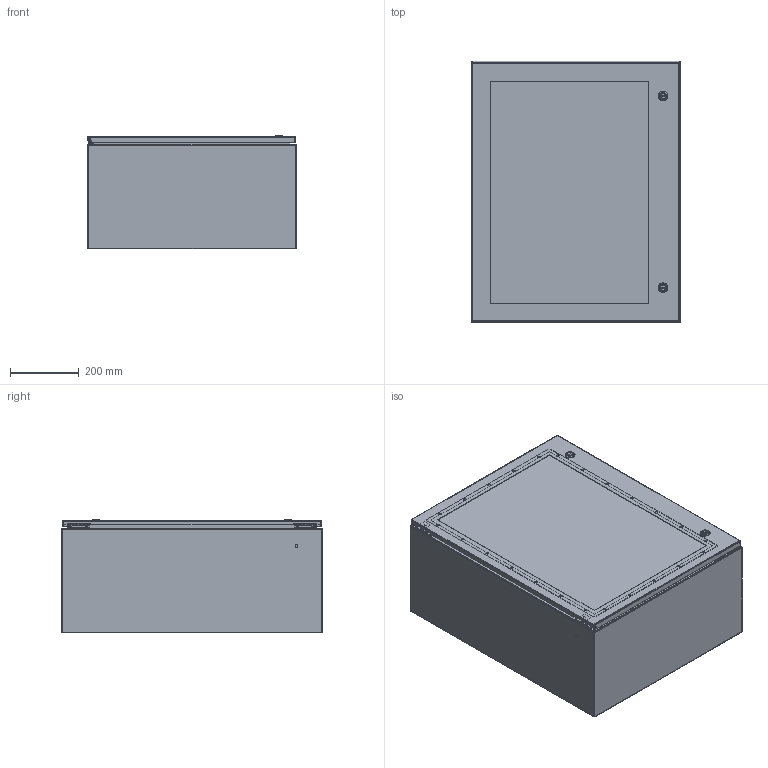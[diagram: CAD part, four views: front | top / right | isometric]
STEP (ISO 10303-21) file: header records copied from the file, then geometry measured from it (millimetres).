
FILE_DESCRIPTION((''),'2;1');
FILE_NAME('N412302412WC.iam.stp','2011-08-30T14:31:22',(''),(''),'Autodesk Inventor 2011','Autodesk Inventor 2011','');
FILE_SCHEMA(('AUTOMOTIVE_DESIGN { 1 0 10303 214 1 1 1 1 }'));
Length unit declared in the file: inch
Products named in the file (27): N412302412WC; N412302412WCBKP; N4123024WCLID; HFW328176; 17376 PIN; 17380 SCREW; 17723 BOX LEAF; 17723-UTI BRACKET; 17910 SEALING WASHER; HFW3161; 388150; 36823; 36825; 35379; HFW388206; 38821; 35124; 1000-u155_asm; 1000-14_prt; 1000-24_prt; 1000-u142_asm; 1000-318; 1000-03; 1000-277-01; HFW328175; 349117; 38846
Assembly tree (82 placements, depth 4):
  N412302412WC
    N412302412WCBKP
    N4123024WCLID
    HFW328176  x2
      17376 PIN
      17380 SCREW
      17723 BOX LEAF
      17723-UTI BRACKET
      17910 SEALING WASHER
    HFW3161  x2
    388150  x4
    36823  x2
    36825  x2
    35379
    HFW388206  x23
    38821
    35124  x2
      1000-u155_asm
      1000-14_prt
      1000-24_prt
      1000-u142_asm
        1000-318
        1000-03
        1000-277-01
    HFW328175  x2
    349117  x24
    38846
Bounding box: 609.6 x 762 x 332.1 mm (x, y, z)
Volume: 5228918.2 mm3; surface area: 4054038 mm2
Topology: 90 solids, 94 shells, 2642 faces, 6086 edges, 3667 vertices
Faces by surface type: plane 1017, cylinder 780, cone 561, bspline 174, torus 102, sphere 8
Full cylindrical faces by diameter (mm): 2.362 x4, 3.175 x2, 3.317 x68, 3.861 x4, 3.962 x26, 4.166 x68, 4.25 x4, 4.366 x4, 4.572 x4, 4.775 x6, 4.826 x24, 5 x2, 5.5 x2, 6.35 x10, 6.502 x4, 6.985 x4, 7.144 x24, 7.62 x4, 8.128 x4, 8.56 x24, 9.144 x4, 9.9 x2, 10 x2, 10.2 x2, 11.113 x4, 12.8 x2, 13.5 x2, 14.3 x4, 15.2 x2, 15.8 x2
Entity records: 36590 total; most frequent: CARTESIAN_POINT 12945, DIRECTION 4687, ORIENTED_EDGE 4367, EDGE_CURVE 2184, AXIS2_PLACEMENT_3D 1746, VERTEX_POINT 1408, EDGE_LOOP 1279, VECTOR 1195
